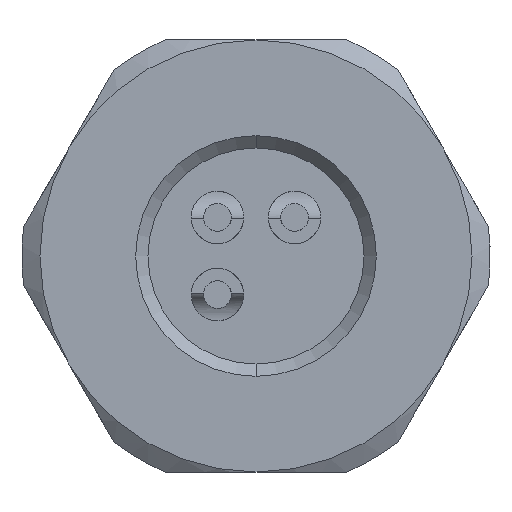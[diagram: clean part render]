
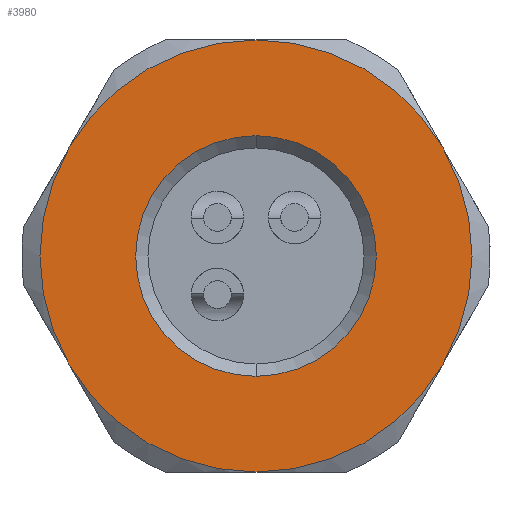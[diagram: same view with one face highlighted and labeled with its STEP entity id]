
A CAD part, front view. The second image highlights one B-rep face of the part: STEP entity #3980.
In plain terms, the highlighted planar face has unit normal (0, -1, 0).
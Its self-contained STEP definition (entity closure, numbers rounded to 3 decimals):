
#8 = VERTEX_POINT ( 'NONE', #3068 ) ;
#70 = EDGE_CURVE ( 'NONE', #6056, #8, #438, .T. ) ;
#84 = VERTEX_POINT ( 'NONE', #3247 ) ;
#95 = DIRECTION ( 'NONE',  ( 0., 0., 1. ) ) ;
#268 = ORIENTED_EDGE ( 'NONE', *, *, #1816, .F. ) ;
#378 = AXIS2_PLACEMENT_3D ( 'NONE', #6095, #2916, #6621 ) ;
#438 = CIRCLE ( 'NONE', #3737, 1.95 ) ;
#491 = VERTEX_POINT ( 'NONE', #5590 ) ;
#530 = VERTEX_POINT ( 'NONE', #5659 ) ;
#614 = CARTESIAN_POINT ( 'NONE',  ( 0., 0., 0. ) ) ;
#621 = DIRECTION ( 'NONE',  ( 0., 1., 0. ) ) ;
#643 = DIRECTION ( 'NONE',  ( 0., 0., 1. ) ) ;
#1074 = EDGE_CURVE ( 'NONE', #3184, #491, #1513, .T. ) ;
#1202 = CARTESIAN_POINT ( 'NONE',  ( 0., 0., 0. ) ) ;
#1222 = DIRECTION ( 'NONE',  ( 0., 1., 0. ) ) ;
#1230 = DIRECTION ( 'NONE',  ( 0., 0., 1. ) ) ;
#1513 = CIRCLE ( 'NONE', #6268, 3.5 ) ;
#1530 = DIRECTION ( 'NONE',  ( 0., 0., -1. ) ) ;
#1551 = CARTESIAN_POINT ( 'NONE',  ( 0., 0., 0. ) ) ;
#1562 = EDGE_LOOP ( 'NONE', ( #5688, #5175 ) ) ;
#1621 = EDGE_CURVE ( 'NONE', #5925, #3184, #6282, .T. ) ;
#1719 = CIRCLE ( 'NONE', #378, 3.5 ) ;
#1741 = CIRCLE ( 'NONE', #4182, 3.5 ) ;
#1816 = EDGE_CURVE ( 'NONE', #530, #84, #2217, .T. ) ;
#1859 = CARTESIAN_POINT ( 'NONE',  ( 0., 0., 1.95 ) ) ;
#1884 = DIRECTION ( 'NONE',  ( 0., 0., 1. ) ) ;
#1891 = DIRECTION ( 'NONE',  ( 0., 1., 0. ) ) ;
#2087 = DIRECTION ( 'NONE',  ( 0., -1., 0. ) ) ;
#2111 = CARTESIAN_POINT ( 'NONE',  ( 0., 0., 0. ) ) ;
#2217 = CIRCLE ( 'NONE', #2225, 3.5 ) ;
#2225 = AXIS2_PLACEMENT_3D ( 'NONE', #1202, #1222, #1230 ) ;
#2313 = CARTESIAN_POINT ( 'NONE',  ( 0., 0., 0. ) ) ;
#2347 = DIRECTION ( 'NONE',  ( 0., 1., 0. ) ) ;
#2362 = DIRECTION ( 'NONE',  ( 0., 0., 1. ) ) ;
#2447 = EDGE_CURVE ( 'NONE', #8, #6056, #3039, .T. ) ;
#2617 = CARTESIAN_POINT ( 'NONE',  ( 0., 0., 0. ) ) ;
#2620 = AXIS2_PLACEMENT_3D ( 'NONE', #2617, #3142, #95 ) ;
#2621 = ORIENTED_EDGE ( 'NONE', *, *, #5746, .F. ) ;
#2815 = VERTEX_POINT ( 'NONE', #6141 ) ;
#2916 = DIRECTION ( 'NONE',  ( 0., 1., 0. ) ) ;
#3039 = CIRCLE ( 'NONE', #6271, 1.95 ) ;
#3068 = CARTESIAN_POINT ( 'NONE',  ( 0., 0., -1.95 ) ) ;
#3142 = DIRECTION ( 'NONE',  ( 0., 1., 0. ) ) ;
#3184 = VERTEX_POINT ( 'NONE', #5516 ) ;
#3203 = EDGE_LOOP ( 'NONE', ( #4836, #268, #2621, #5158, #4067, #5781 ) ) ;
#3247 = CARTESIAN_POINT ( 'NONE',  ( -3.031, 0., 1.75 ) ) ;
#3417 = CARTESIAN_POINT ( 'NONE',  ( 0., 0., 0. ) ) ;
#3429 = DIRECTION ( 'NONE',  ( 0., -1., 0. ) ) ;
#3440 = DIRECTION ( 'NONE',  ( 0., 0., -1. ) ) ;
#3737 = AXIS2_PLACEMENT_3D ( 'NONE', #3417, #3429, #3440 ) ;
#3980 = ADVANCED_FACE ( 'NONE', ( #4750, #4797 ), #5249, .F. ) ;
#4067 = ORIENTED_EDGE ( 'NONE', *, *, #1621, .F. ) ;
#4182 = AXIS2_PLACEMENT_3D ( 'NONE', #1551, #5020, #1884 ) ;
#4750 = FACE_OUTER_BOUND ( 'NONE', #3203, .T. ) ;
#4797 = FACE_BOUND ( 'NONE', #1562, .T. ) ;
#4836 = ORIENTED_EDGE ( 'NONE', *, *, #5661, .F. ) ;
#5004 = CARTESIAN_POINT ( 'NONE',  ( 0., 0., 0. ) ) ;
#5020 = DIRECTION ( 'NONE',  ( 0., 1., 0. ) ) ;
#5139 = CARTESIAN_POINT ( 'NONE',  ( 3.031, 0., 1.75 ) ) ;
#5158 = ORIENTED_EDGE ( 'NONE', *, *, #1074, .F. ) ;
#5175 = ORIENTED_EDGE ( 'NONE', *, *, #70, .F. ) ;
#5178 = AXIS2_PLACEMENT_3D ( 'NONE', #614, #621, #643 ) ;
#5241 = CIRCLE ( 'NONE', #5724, 3.5 ) ;
#5249 = PLANE ( 'NONE',  #2620 ) ;
#5516 = CARTESIAN_POINT ( 'NONE',  ( 3.031, 0., -1.75 ) ) ;
#5542 = DIRECTION ( 'NONE',  ( 0., 0., 1. ) ) ;
#5590 = CARTESIAN_POINT ( 'NONE',  ( 0., 0., -3.5 ) ) ;
#5659 = CARTESIAN_POINT ( 'NONE',  ( -3.031, 0., -1.75 ) ) ;
#5661 = EDGE_CURVE ( 'NONE', #84, #2815, #5241, .T. ) ;
#5688 = ORIENTED_EDGE ( 'NONE', *, *, #2447, .F. ) ;
#5724 = AXIS2_PLACEMENT_3D ( 'NONE', #5004, #1891, #5542 ) ;
#5746 = EDGE_CURVE ( 'NONE', #491, #530, #1719, .T. ) ;
#5781 = ORIENTED_EDGE ( 'NONE', *, *, #5966, .F. ) ;
#5925 = VERTEX_POINT ( 'NONE', #5139 ) ;
#5966 = EDGE_CURVE ( 'NONE', #2815, #5925, #1741, .T. ) ;
#6056 = VERTEX_POINT ( 'NONE', #1859 ) ;
#6095 = CARTESIAN_POINT ( 'NONE',  ( 0., 0., 0. ) ) ;
#6141 = CARTESIAN_POINT ( 'NONE',  ( 0., 0., 3.5 ) ) ;
#6268 = AXIS2_PLACEMENT_3D ( 'NONE', #2313, #2347, #2362 ) ;
#6271 = AXIS2_PLACEMENT_3D ( 'NONE', #2111, #2087, #1530 ) ;
#6282 = CIRCLE ( 'NONE', #5178, 3.5 ) ;
#6621 = DIRECTION ( 'NONE',  ( 0., 0., 1. ) ) ;
